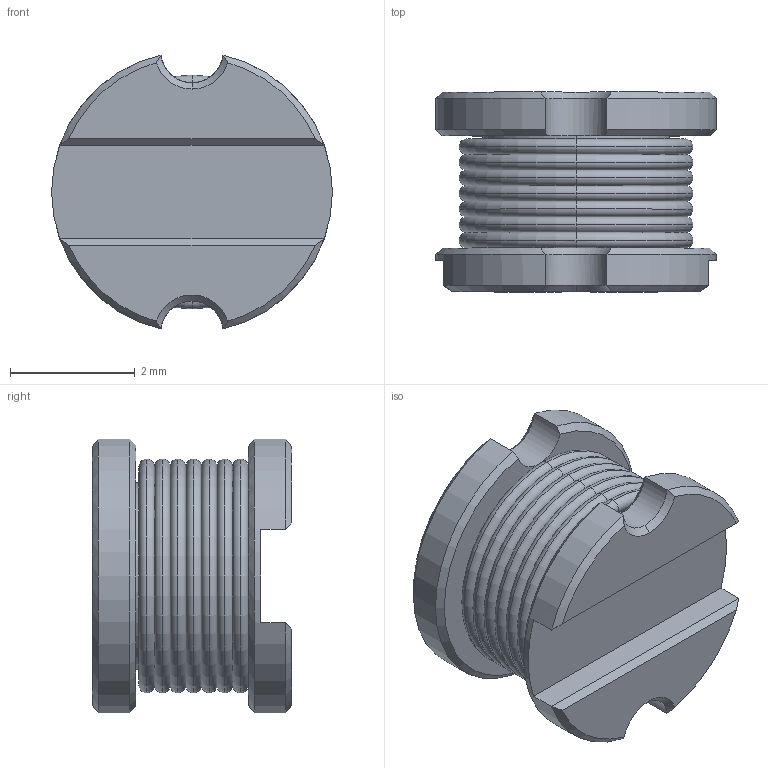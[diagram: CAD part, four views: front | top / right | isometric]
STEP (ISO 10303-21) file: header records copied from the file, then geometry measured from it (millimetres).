
FILE_DESCRIPTION (( 'STEP AP214' ), '1' );
FILE_NAME ('CD43_inductor.STEP', '2017-07-15T14:29:21', ( '' ), ( '' ), 'SwSTEP 2.0', 'SolidWorks 2016', '' );
FILE_SCHEMA (( 'AUTOMOTIVE_DESIGN' ));
Length unit declared in the file: millimetre
Products named in the file (1): CD43_inductor
Bounding box: 4.5 x 3.2 x 4.39 mm (x, y, z)
Volume: 34.2 mm3; surface area: 143.4 mm2
Topology: 8 solids, 8 shells, 71 faces, 153 edges, 86 vertices
Faces by surface type: torus 28, cone 21, cylinder 12, plane 10
Entity records: 2382 total; most frequent: DIRECTION 383, CARTESIAN_POINT 371, ORIENTED_EDGE 306, AXIS2_PLACEMENT_3D 178, EDGE_CURVE 153, CIRCLE 106, VERTEX_POINT 86, EDGE_LOOP 73
